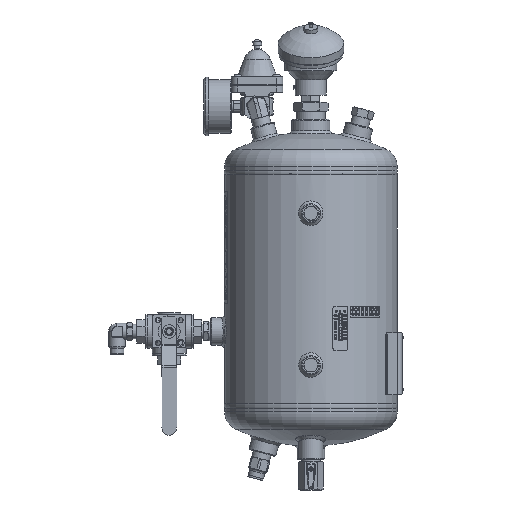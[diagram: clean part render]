
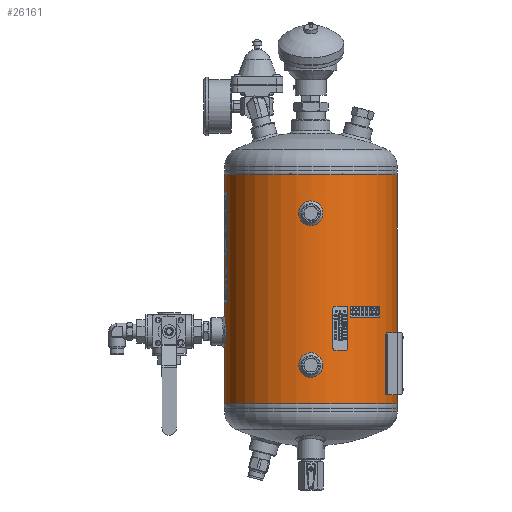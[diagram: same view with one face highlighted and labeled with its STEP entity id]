
A CAD part, front view. The second image highlights one B-rep face of the part: STEP entity #26161.
In plain terms, the highlighted cylindrical face has radius 100 mm (diameter 200 mm), a partial arc.
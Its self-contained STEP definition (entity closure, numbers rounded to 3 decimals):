
#1565=B_SPLINE_CURVE_WITH_KNOTS('',3,(#44979,#44980,#44981,#44982,#44983,
#44984,#44985,#44986,#44987,#44988,#44989,#44990,#44991,#44992,#44993,#44994,
#44995,#44996,#44997),.UNSPECIFIED.,.T.,.F.,(1,1,1,1,1,1,1,1,1,1,1,1,1,
1,1,1,1,1,1,1,1,1,1),(-0.012,-0.008,-0.004,
0.,0.004,0.008,0.012,0.016,
0.02,0.023,0.027,0.031,
0.035,0.039,0.043,0.047,
0.051,0.055,0.059,0.063,
0.066,0.07,0.074),.UNSPECIFIED.);
#1566=B_SPLINE_CURVE_WITH_KNOTS('',3,(#44999,#45000,#45001,#45002,#45003,
#45004,#45005,#45006,#45007,#45008,#45009,#45010,#45011,#45012,#45013,#45014,
#45015,#45016,#45017),.UNSPECIFIED.,.T.,.F.,(1,1,1,1,1,1,1,1,1,1,1,1,1,
1,1,1,1,1,1,1,1,1,1),(-0.012,-0.008,-0.004,
0.,0.004,0.008,0.012,
0.016,0.02,0.023,0.027,
0.031,0.035,0.039,0.043,
0.047,0.051,0.055,0.059,
0.063,0.066,0.07,0.074),
 .UNSPECIFIED.);
#1567=B_SPLINE_CURVE_WITH_KNOTS('',3,(#45019,#45020,#45021,#45022,#45023,
#45024,#45025,#45026,#45027,#45028,#45029,#45030,#45031,#45032,#45033,#45034,
#45035,#45036,#45037),.UNSPECIFIED.,.T.,.F.,(1,1,1,1,1,1,1,1,1,1,1,1,1,
1,1,1,1,1,1,1,1,1,1),(-0.018,-0.012,-0.006,
0.,0.006,0.012,0.018,0.023,
0.029,0.035,0.041,0.047,
0.053,0.059,0.065,0.07,
0.076,0.082,0.088,0.094,
0.1,0.106,0.112),.UNSPECIFIED.);
#3156=LINE('',#45039,#4314);
#3157=LINE('',#45044,#4315);
#4314=VECTOR('',#38446,1000.);
#4315=VECTOR('',#38449,1000.);
#5477=ORIENTED_EDGE('',*,*,#13013,.T.);
#5478=ORIENTED_EDGE('',*,*,#13014,.T.);
#5479=ORIENTED_EDGE('',*,*,#13015,.T.);
#5480=ORIENTED_EDGE('',*,*,#13016,.T.);
#5481=ORIENTED_EDGE('',*,*,#13017,.T.);
#5482=ORIENTED_EDGE('',*,*,#13018,.F.);
#5483=ORIENTED_EDGE('',*,*,#13019,.F.);
#13013=EDGE_CURVE('',#16781,#16781,#1565,.T.);
#13014=EDGE_CURVE('',#16782,#16782,#1566,.T.);
#13015=EDGE_CURVE('',#16783,#16783,#1567,.T.);
#13016=EDGE_CURVE('',#16784,#16785,#3156,.T.);
#13017=EDGE_CURVE('',#16785,#16786,#19594,.T.);
#13018=EDGE_CURVE('',#16787,#16786,#3157,.T.);
#13019=EDGE_CURVE('',#16784,#16787,#19595,.T.);
#16781=VERTEX_POINT('',#44998);
#16782=VERTEX_POINT('',#45018);
#16783=VERTEX_POINT('',#45038);
#16784=VERTEX_POINT('',#45040);
#16785=VERTEX_POINT('',#45041);
#16786=VERTEX_POINT('',#45043);
#16787=VERTEX_POINT('',#45045);
#19594=CIRCLE('',#35781,100.);
#19595=CIRCLE('',#35782,100.);
#20596=EDGE_LOOP('',(#5477));
#20597=EDGE_LOOP('',(#5478));
#20598=EDGE_LOOP('',(#5479));
#20599=EDGE_LOOP('',(#5480,#5481,#5482,#5483));
#23118=FACE_BOUND('',#20596,.T.);
#23119=FACE_BOUND('',#20597,.T.);
#23120=FACE_BOUND('',#20598,.T.);
#23121=FACE_BOUND('',#20599,.T.);
#25641=CYLINDRICAL_SURFACE('',#35780,100.);
#26161=ADVANCED_FACE('',(#23118,#23119,#23120,#23121),#25641,.T.);
#35780=AXIS2_PLACEMENT_3D('',#44978,#38444,#38445);
#35781=AXIS2_PLACEMENT_3D('',#45042,#38447,#38448);
#35782=AXIS2_PLACEMENT_3D('',#45046,#38450,#38451);
#38444=DIRECTION('',(0.,-1.,0.));
#38445=DIRECTION('',(0.,0.,-1.));
#38446=DIRECTION('',(0.,-1.,0.));
#38447=DIRECTION('',(0.,1.,0.));
#38448=DIRECTION('',(1.,0.,0.));
#38449=DIRECTION('',(0.,-1.,0.));
#38450=DIRECTION('',(0.,1.,0.));
#38451=DIRECTION('',(1.,0.,0.));
#44978=CARTESIAN_POINT('',(0.,265.,0.));
#44979=CARTESIAN_POINT('',(-9.473,48.444,-99.554));
#44980=CARTESIAN_POINT('',(-10.262,44.497,-99.471));
#44981=CARTESIAN_POINT('',(-9.477,40.569,-99.553));
#44982=CARTESIAN_POINT('',(-7.254,37.244,-99.75));
#44983=CARTESIAN_POINT('',(-3.93,35.023,-99.946));
#44984=CARTESIAN_POINT('',(-0.006,34.24,-100.027));
#44985=CARTESIAN_POINT('',(3.922,35.019,-99.946));
#44986=CARTESIAN_POINT('',(7.252,37.242,-99.75));
#44987=CARTESIAN_POINT('',(9.478,40.57,-99.553));
#44988=CARTESIAN_POINT('',(10.26,44.496,-99.472));
#44989=CARTESIAN_POINT('',(9.481,48.422,-99.553));
#44990=CARTESIAN_POINT('',(7.262,51.747,-99.749));
#44991=CARTESIAN_POINT('',(3.94,53.974,-99.945));
#44992=CARTESIAN_POINT('',(0.01,54.761,-100.027));
#44993=CARTESIAN_POINT('',(-3.923,53.981,-99.946));
#44994=CARTESIAN_POINT('',(-7.249,51.759,-99.75));
#44995=CARTESIAN_POINT('',(-9.473,48.444,-99.554));
#44996=CARTESIAN_POINT('',(-10.262,44.497,-99.471));
#44997=CARTESIAN_POINT('',(-9.477,40.569,-99.553));
#44998=CARTESIAN_POINT('',(-10.,44.5,-99.499));
#44999=CARTESIAN_POINT('',(3.944,229.973,-99.945));
#45000=CARTESIAN_POINT('',(-0.003,230.762,-100.027));
#45001=CARTESIAN_POINT('',(-3.931,229.977,-99.946));
#45002=CARTESIAN_POINT('',(-7.256,227.754,-99.75));
#45003=CARTESIAN_POINT('',(-9.477,224.43,-99.553));
#45004=CARTESIAN_POINT('',(-10.26,220.506,-99.472));
#45005=CARTESIAN_POINT('',(-9.481,216.578,-99.553));
#45006=CARTESIAN_POINT('',(-7.258,213.248,-99.75));
#45007=CARTESIAN_POINT('',(-3.93,211.022,-99.946));
#45008=CARTESIAN_POINT('',(-0.004,210.24,-100.027));
#45009=CARTESIAN_POINT('',(3.922,211.019,-99.946));
#45010=CARTESIAN_POINT('',(7.247,213.238,-99.75));
#45011=CARTESIAN_POINT('',(9.474,216.56,-99.554));
#45012=CARTESIAN_POINT('',(10.261,220.49,-99.471));
#45013=CARTESIAN_POINT('',(9.481,224.423,-99.553));
#45014=CARTESIAN_POINT('',(7.259,227.749,-99.749));
#45015=CARTESIAN_POINT('',(3.944,229.973,-99.945));
#45016=CARTESIAN_POINT('',(-0.003,230.762,-100.027));
#45017=CARTESIAN_POINT('',(-3.931,229.977,-99.946));
#45018=CARTESIAN_POINT('',(0.,230.5,-100.));
#45019=CARTESIAN_POINT('',(-98.994,187.429,14.208));
#45020=CARTESIAN_POINT('',(-98.806,181.503,15.395));
#45021=CARTESIAN_POINT('',(-98.993,175.608,14.214));
#45022=CARTESIAN_POINT('',(-99.436,170.625,10.88));
#45023=CARTESIAN_POINT('',(-99.878,167.295,5.9));
#45024=CARTESIAN_POINT('',(-100.061,166.117,0.009));
#45025=CARTESIAN_POINT('',(-99.879,167.288,-5.887));
#45026=CARTESIAN_POINT('',(-99.437,170.623,-10.879));
#45027=CARTESIAN_POINT('',(-98.992,175.61,-14.215));
#45028=CARTESIAN_POINT('',(-98.807,181.503,-15.391));
#45029=CARTESIAN_POINT('',(-98.992,187.396,-14.219));
#45030=CARTESIAN_POINT('',(-99.435,192.379,-10.892));
#45031=CARTESIAN_POINT('',(-99.877,195.718,-5.914));
#45032=CARTESIAN_POINT('',(-100.061,196.901,-0.013));
#45033=CARTESIAN_POINT('',(-99.878,195.728,5.889));
#45034=CARTESIAN_POINT('',(-99.437,192.395,10.874));
#45035=CARTESIAN_POINT('',(-98.994,187.429,14.208));
#45036=CARTESIAN_POINT('',(-98.806,181.503,15.395));
#45037=CARTESIAN_POINT('',(-98.993,175.608,14.214));
#45038=CARTESIAN_POINT('',(-98.869,181.508,15.));
#45039=CARTESIAN_POINT('',(0.254,265.,100.));
#45040=CARTESIAN_POINT('',(0.254,265.,100.));
#45041=CARTESIAN_POINT('',(0.254,0.,100.));
#45042=CARTESIAN_POINT('',(0.,0.,0.));
#45043=CARTESIAN_POINT('',(-0.254,0.,100.));
#45044=CARTESIAN_POINT('',(-0.254,265.,100.));
#45045=CARTESIAN_POINT('',(-0.254,265.,100.));
#45046=CARTESIAN_POINT('',(0.,265.,0.));
